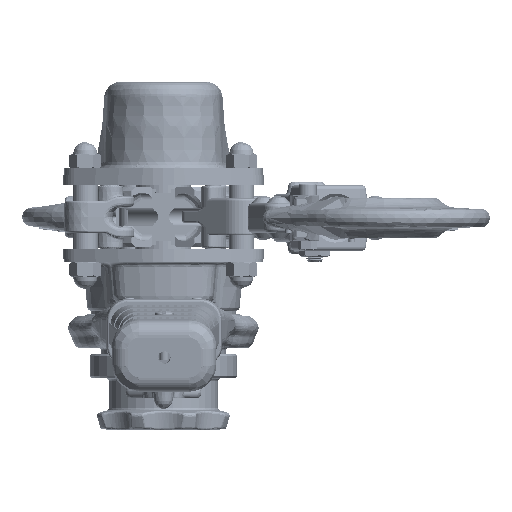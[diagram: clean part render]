
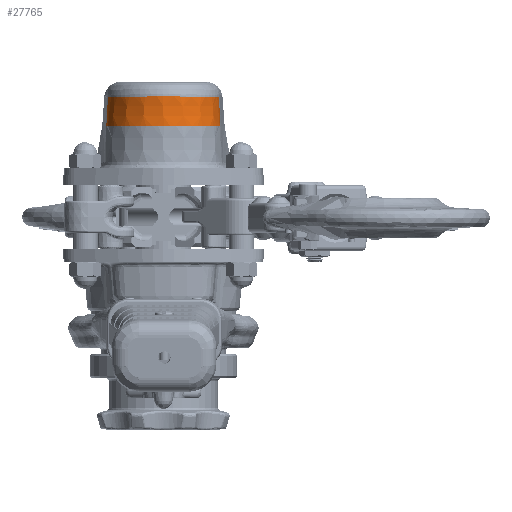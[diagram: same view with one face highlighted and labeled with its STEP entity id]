
A CAD part, front view. The second image highlights one B-rep face of the part: STEP entity #27765.
In plain terms, the highlighted free-form (B-spline) face has degree [3, 3] with [4, 11] control points.
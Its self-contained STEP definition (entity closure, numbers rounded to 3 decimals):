
#27373=CARTESIAN_POINT('',(-26.295,-35.139,76.823));
#27374=VERTEX_POINT('',#27373);
#27439=CARTESIAN_POINT('',(26.295,-35.139,76.823));
#27440=VERTEX_POINT('',#27439);
#27441=CARTESIAN_POINT('',(-26.295,-35.139,76.823));
#27442=CARTESIAN_POINT('',(-25.667,-38.442,76.867));
#27443=CARTESIAN_POINT('',(-23.4,-44.781,76.943));
#27444=CARTESIAN_POINT('',(-17.303,-52.453,77.025));
#27445=CARTESIAN_POINT('',(-9.19,-57.433,77.073));
#27446=CARTESIAN_POINT('',(0.,-59.158,77.09));
#27447=CARTESIAN_POINT('',(9.19,-57.433,77.073));
#27448=CARTESIAN_POINT('',(17.303,-52.453,77.025));
#27449=CARTESIAN_POINT('',(23.4,-44.781,76.943));
#27450=CARTESIAN_POINT('',(25.667,-38.442,76.867));
#27451=CARTESIAN_POINT('',(26.295,-35.139,76.823));
#27452=B_SPLINE_CURVE_WITH_KNOTS('',3,(#27441,#27442,#27443,#27444,#27445,#27446,#27447,#27448,#27449,#27450,#27451),.UNSPECIFIED.,.F.,.U.,(4,1,1,1,1,1,1,1,4),(0.0,0.125,0.25,0.375,0.5,0.625,0.75,0.875,1.0),.UNSPECIFIED.);
#27453=EDGE_CURVE('',#27374,#27440,#27452,.T.);
#27664=CARTESIAN_POINT('',(27.02,-35.03,63.25));
#27665=VERTEX_POINT('',#27664);
#27666=CARTESIAN_POINT('',(26.295,-35.139,76.823));
#27667=CARTESIAN_POINT('',(26.591,-35.085,72.301));
#27668=CARTESIAN_POINT('',(26.832,-35.049,67.782));
#27669=CARTESIAN_POINT('',(27.02,-35.03,63.25));
#27670=QUASI_UNIFORM_CURVE('',3,(#27666,#27667,#27668,#27669),.UNSPECIFIED.,.F.,.U.);
#27671=EDGE_CURVE('',#27440,#27665,#27670,.T.);
#27693=CARTESIAN_POINT('',(-26.295,-35.139,76.823));
#27694=CARTESIAN_POINT('',(-26.591,-35.085,72.301));
#27695=CARTESIAN_POINT('',(-26.832,-35.049,67.782));
#27696=CARTESIAN_POINT('',(-27.02,-35.03,63.25));
#27697=CARTESIAN_POINT('',(-25.667,-38.442,76.867));
#27698=CARTESIAN_POINT('',(-26.062,-38.356,72.328));
#27699=CARTESIAN_POINT('',(-26.372,-38.301,67.789));
#27700=CARTESIAN_POINT('',(-26.597,-38.274,63.25));
#27701=CARTESIAN_POINT('',(-23.4,-44.781,76.943));
#27702=CARTESIAN_POINT('',(-23.914,-44.686,72.375));
#27703=CARTESIAN_POINT('',(-24.303,-44.629,67.802));
#27704=CARTESIAN_POINT('',(-24.568,-44.608,63.25));
#27705=CARTESIAN_POINT('',(-17.303,-52.453,77.025));
#27706=CARTESIAN_POINT('',(-17.782,-52.422,72.425));
#27707=CARTESIAN_POINT('',(-18.137,-52.412,67.815));
#27708=CARTESIAN_POINT('',(-18.37,-52.426,63.25));
#27709=CARTESIAN_POINT('',(-9.19,-57.433,77.073));
#27710=CARTESIAN_POINT('',(-9.472,-57.47,72.455));
#27711=CARTESIAN_POINT('',(-9.681,-57.512,67.823));
#27712=CARTESIAN_POINT('',(-9.815,-57.559,63.25));
#27713=CARTESIAN_POINT('',(0.,-59.158,77.09));
#27714=CARTESIAN_POINT('',(0.,-59.223,72.465));
#27715=CARTESIAN_POINT('',(0.,-59.286,67.826));
#27716=CARTESIAN_POINT('',(0.,-59.346,63.25));
#27717=CARTESIAN_POINT('',(9.19,-57.433,77.073));
#27718=CARTESIAN_POINT('',(9.472,-57.47,72.455));
#27719=CARTESIAN_POINT('',(9.681,-57.512,67.823));
#27720=CARTESIAN_POINT('',(9.815,-57.559,63.25));
#27721=CARTESIAN_POINT('',(17.303,-52.453,77.025));
#27722=CARTESIAN_POINT('',(17.782,-52.422,72.425));
#27723=CARTESIAN_POINT('',(18.137,-52.412,67.815));
#27724=CARTESIAN_POINT('',(18.37,-52.426,63.25));
#27725=CARTESIAN_POINT('',(23.4,-44.781,76.943));
#27726=CARTESIAN_POINT('',(23.914,-44.686,72.375));
#27727=CARTESIAN_POINT('',(24.303,-44.629,67.802));
#27728=CARTESIAN_POINT('',(24.568,-44.608,63.25));
#27729=CARTESIAN_POINT('',(25.667,-38.442,76.867));
#27730=CARTESIAN_POINT('',(26.062,-38.356,72.328));
#27731=CARTESIAN_POINT('',(26.372,-38.301,67.789));
#27732=CARTESIAN_POINT('',(26.597,-38.274,63.25));
#27733=CARTESIAN_POINT('',(26.295,-35.139,76.823));
#27734=CARTESIAN_POINT('',(26.591,-35.085,72.301));
#27735=CARTESIAN_POINT('',(26.832,-35.049,67.782));
#27736=CARTESIAN_POINT('',(27.02,-35.03,63.25));
#27737=B_SPLINE_SURFACE_WITH_KNOTS('',3,3,((#27693,#27697,#27701,#27705,#27709,#27713,#27717,#27721,#27725,#27729,#27733),(#27694,#27698,#27702,#27706,#27710,#27714,#27718,#27722,#27726,#27730,#27734),(#27695,#27699,#27703,#27707,#27711,#27715,#27719,#27723,#27727,#27731,#27735),(#27696,#27700,#27704,#27708,#27712,#27716,#27720,#27724,#27728,#27732,#27736)),.UNSPECIFIED.,.F.,.F.,.U.,(4,4),(4,1,1,1,1,1,1,1,4),(0.362,0.619),(0.047,0.16,0.273,0.387,0.5,0.613,0.727,0.84,0.953),.UNSPECIFIED.);
#27738=CARTESIAN_POINT('',(-27.02,-35.03,63.25));
#27739=VERTEX_POINT('',#27738);
#27740=CARTESIAN_POINT('',(-26.295,-35.139,76.823));
#27741=CARTESIAN_POINT('',(-26.591,-35.085,72.301));
#27742=CARTESIAN_POINT('',(-26.832,-35.049,67.782));
#27743=CARTESIAN_POINT('',(-27.02,-35.03,63.25));
#27744=QUASI_UNIFORM_CURVE('',3,(#27740,#27741,#27742,#27743),.UNSPECIFIED.,.F.,.U.);
#27745=EDGE_CURVE('',#27374,#27739,#27744,.T.);
#27746=ORIENTED_EDGE('',*,*,#27745,.T.);
#27747=CARTESIAN_POINT('',(-27.02,-35.03,63.25));
#27748=CARTESIAN_POINT('',(-26.597,-38.274,63.25));
#27749=CARTESIAN_POINT('',(-24.568,-44.608,63.25));
#27750=CARTESIAN_POINT('',(-18.37,-52.426,63.25));
#27751=CARTESIAN_POINT('',(-9.815,-57.559,63.25));
#27752=CARTESIAN_POINT('',(0.,-59.346,63.25));
#27753=CARTESIAN_POINT('',(9.815,-57.559,63.25));
#27754=CARTESIAN_POINT('',(18.37,-52.426,63.25));
#27755=CARTESIAN_POINT('',(24.568,-44.608,63.25));
#27756=CARTESIAN_POINT('',(26.597,-38.274,63.25));
#27757=CARTESIAN_POINT('',(27.02,-35.03,63.25));
#27758=B_SPLINE_CURVE_WITH_KNOTS('',3,(#27747,#27748,#27749,#27750,#27751,#27752,#27753,#27754,#27755,#27756,#27757),.UNSPECIFIED.,.F.,.U.,(4,1,1,1,1,1,1,1,4),(0.0,0.125,0.25,0.375,0.5,0.625,0.75,0.875,1.0),.UNSPECIFIED.);
#27759=EDGE_CURVE('',#27739,#27665,#27758,.T.);
#27760=ORIENTED_EDGE('',*,*,#27759,.T.);
#27761=ORIENTED_EDGE('',*,*,#27671,.F.);
#27762=ORIENTED_EDGE('',*,*,#27453,.F.);
#27763=EDGE_LOOP('',(#27746,#27760,#27761,#27762));
#27764=FACE_OUTER_BOUND('',#27763,.T.);
#27765=ADVANCED_FACE('',(#27764),#27737,.T.);
